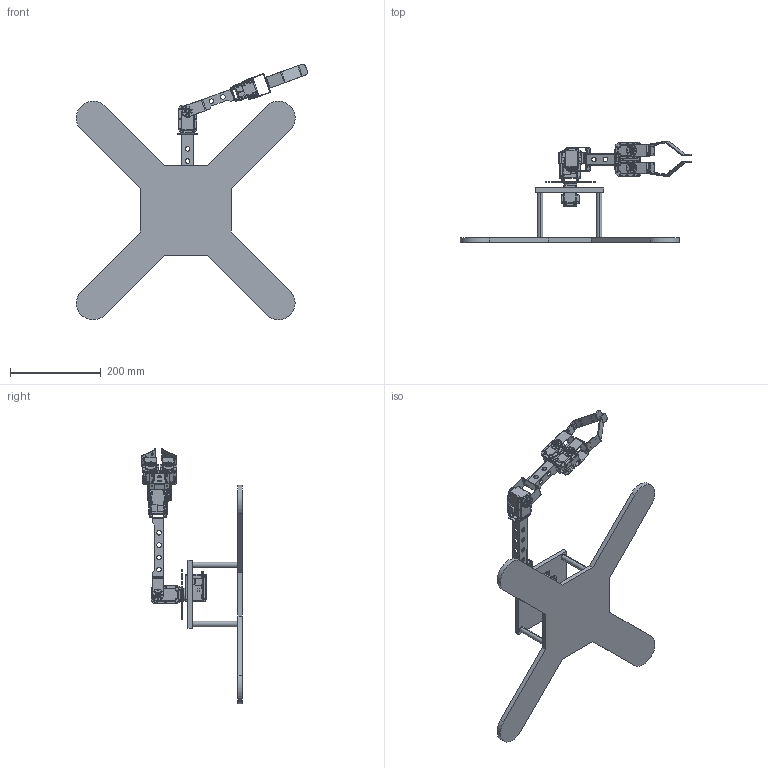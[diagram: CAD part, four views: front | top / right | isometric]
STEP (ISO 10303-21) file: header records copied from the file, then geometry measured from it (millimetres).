
FILE_DESCRIPTION (( 'STEP AP214' ), '1' );
FILE_NAME ('Crust crawler model.STEP', '2021-12-08T13:55:42', ( '' ), ( '' ), 'SwSTEP 2.0', 'SolidWorks 2020', '' );
FILE_SCHEMA (( 'AUTOMOTIVE_DESIGN' ));
Length unit declared in the file: millimetre
Products named in the file (19): Servo-Disc; Base-disc; Servo-disc-link_MX-106T; Xframe; MX-106T; Crust crawler model; Servo-link-link_MX-28T; Link-1; Link-plate; Link-2; Servo-disc-link_MX-28T; MX-28T-Link; Servo-link-link_MX-106T; Base; Servo-link-link_MX-64T; Finger; Servo-disc-link_MX-64T; MX-28T; MX-64T
Assembly tree (30 placements, depth 2):
  Crust crawler model
    Base
    MX-106T  x2
    Base-disc
    Servo-link-link_MX-106T
    Servo-Disc  x8
    Servo-disc-link_MX-106T
    Link-1
    Link-plate  x2
    Servo-link-link_MX-64T
    MX-64T
    Servo-disc-link_MX-64T
    Link-2
    Servo-link-link_MX-28T
    MX-28T  x2
    MX-28T-Link
    Servo-disc-link_MX-28T  x2
    Finger  x2
    Xframe
Bounding box: 509.22 x 222.23 x 562.96 mm (x, y, z)
Volume: 1613560.4 mm3; surface area: 463667.5 mm2
Topology: 30 solids, 30 shells, 2562 faces, 6924 edges, 4492 vertices
Faces by surface type: plane 1378, cylinder 1002, bspline 90, torus 52, cone 40
Entity records: 53042 total; most frequent: CARTESIAN_POINT 10869, DIRECTION 8581, ORIENTED_EDGE 8580, EDGE_CURVE 4290, VECTOR 2899, LINE 2899, AXIS2_PLACEMENT_3D 2841, VERTEX_POINT 2788
